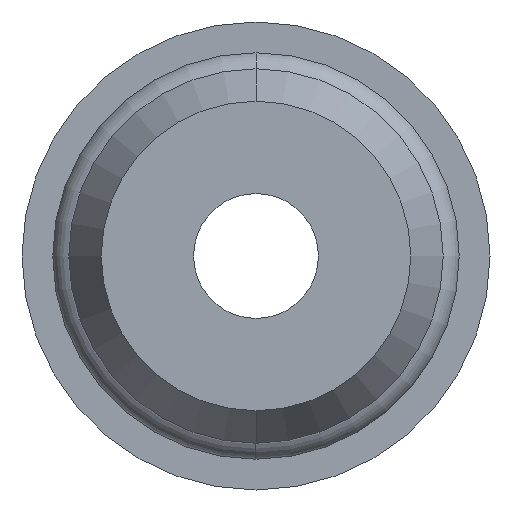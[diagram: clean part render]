
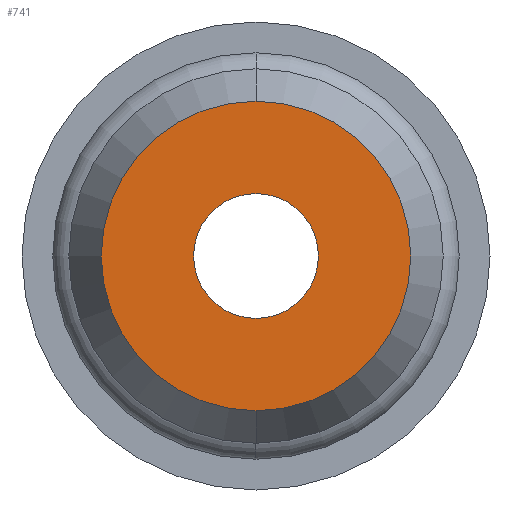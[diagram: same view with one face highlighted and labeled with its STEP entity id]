
A CAD part, front view. The second image highlights one B-rep face of the part: STEP entity #741.
In plain terms, the highlighted planar face has unit normal (0, -1, 0).
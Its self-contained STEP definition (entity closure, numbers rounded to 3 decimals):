
#492 = VERTEX_POINT ( 'NONE', #1174 ) ;
#496 = VERTEX_POINT ( 'NONE', #1060 ) ;
#499 = EDGE_CURVE ( 'NONE', #496, #492, #1204, .T. ) ;
#695 = VERTEX_POINT ( 'NONE', #1659 ) ;
#701 = EDGE_CURVE ( 'NONE', #720, #695, #1702, .T. ) ;
#720 = VERTEX_POINT ( 'NONE', #1683 ) ;
#741 = ADVANCED_FACE ( 'NONE', ( #1728, #1719 ), #1721, .T. ) ;
#754 = ORIENTED_EDGE ( 'NONE', *, *, #701, .F. ) ;
#762 = EDGE_LOOP ( 'NONE', ( #763, #754 ) ) ;
#763 = ORIENTED_EDGE ( 'NONE', *, *, #764, .F. ) ;
#764 = EDGE_CURVE ( 'NONE', #695, #720, #1761, .T. ) ;
#765 = EDGE_LOOP ( 'NONE', ( #766, #781 ) ) ;
#766 = ORIENTED_EDGE ( 'NONE', *, *, #780, .T. ) ;
#780 = EDGE_CURVE ( 'NONE', #492, #496, #1785, .T. ) ;
#781 = ORIENTED_EDGE ( 'NONE', *, *, #499, .T. ) ;
#1060 = CARTESIAN_POINT ( 'NONE',  ( 0., 0., -4.961 ) ) ;
#1174 = CARTESIAN_POINT ( 'NONE',  ( 0., 0., 4.961 ) ) ;
#1200 = DIRECTION ( 'NONE',  ( 0., 0., -1. ) ) ;
#1201 = DIRECTION ( 'NONE',  ( 0., -1., 0. ) ) ;
#1202 = CARTESIAN_POINT ( 'NONE',  ( 0., 0., 0. ) ) ;
#1203 = AXIS2_PLACEMENT_3D ( 'NONE', #1202, #1201, #1200 ) ;
#1204 = CIRCLE ( 'NONE', #1203, 4.961 ) ;
#1642 = DIRECTION ( 'NONE',  ( 0., -1., 0. ) ) ;
#1643 = CARTESIAN_POINT ( 'NONE',  ( 0., 0., 0. ) ) ;
#1654 = AXIS2_PLACEMENT_3D ( 'NONE', #1643, #1642, #1701 ) ;
#1659 = CARTESIAN_POINT ( 'NONE',  ( 0., 0., -2. ) ) ;
#1683 = CARTESIAN_POINT ( 'NONE',  ( 0., 0., 2. ) ) ;
#1701 = DIRECTION ( 'NONE',  ( 0., 0., -1. ) ) ;
#1702 = CIRCLE ( 'NONE', #1654, 2. ) ;
#1719 = FACE_OUTER_BOUND ( 'NONE', #765, .T. ) ;
#1720 = DIRECTION ( 'NONE',  ( 0., -1., 0. ) ) ;
#1721 = PLANE ( 'NONE',  #1729 ) ;
#1728 = FACE_BOUND ( 'NONE', #762, .T. ) ;
#1729 = AXIS2_PLACEMENT_3D ( 'NONE', #1742, #1720, #1751 ) ;
#1742 = CARTESIAN_POINT ( 'NONE',  ( 0., 0., 0. ) ) ;
#1751 = DIRECTION ( 'NONE',  ( 0., 0., -1. ) ) ;
#1755 = DIRECTION ( 'NONE',  ( 0., 0., -1. ) ) ;
#1756 = DIRECTION ( 'NONE',  ( 0., -1., 0. ) ) ;
#1757 = CARTESIAN_POINT ( 'NONE',  ( 0., 0., 0. ) ) ;
#1761 = CIRCLE ( 'NONE', #1762, 2. ) ;
#1762 = AXIS2_PLACEMENT_3D ( 'NONE', #1757, #1756, #1755 ) ;
#1764 = AXIS2_PLACEMENT_3D ( 'NONE', #1768, #1767, #1788 ) ;
#1767 = DIRECTION ( 'NONE',  ( 0., -1., 0. ) ) ;
#1768 = CARTESIAN_POINT ( 'NONE',  ( 0., 0., 0. ) ) ;
#1785 = CIRCLE ( 'NONE', #1764, 4.961 ) ;
#1788 = DIRECTION ( 'NONE',  ( 0., 0., -1. ) ) ;
